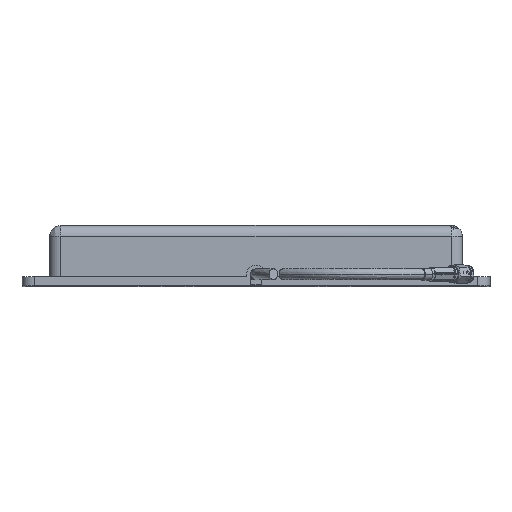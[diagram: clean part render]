
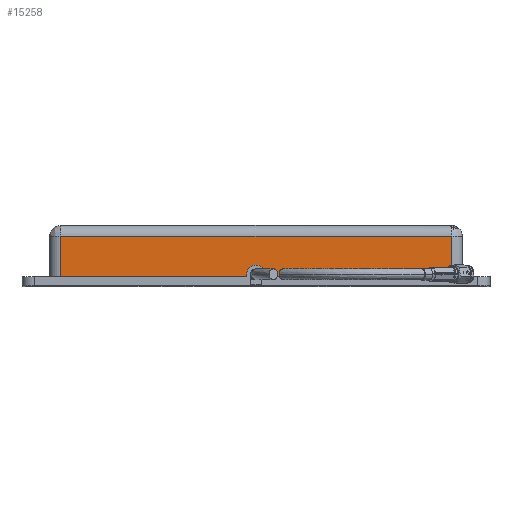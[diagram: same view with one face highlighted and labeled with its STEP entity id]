
A CAD part, top view. The second image highlights one B-rep face of the part: STEP entity #15258.
In plain terms, the highlighted face is planar.
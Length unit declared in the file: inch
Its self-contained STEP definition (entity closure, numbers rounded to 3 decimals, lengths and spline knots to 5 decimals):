
#103 = ORIENTED_EDGE ( 'NONE', *, *, #10908, .F. ) ;
#220 = AXIS2_PLACEMENT_3D ( 'NONE', #11536, #11676, #7293 ) ;
#1361 = EDGE_CURVE ( 'NONE', #27580, #9491, #20390, .T. ) ;
#1699 = VECTOR ( 'NONE', #18965, 39.37008 ) ;
#1746 = CARTESIAN_POINT ( 'NONE',  ( 22.80271, 16.96078, -0.1165 ) ) ;
#1769 = DIRECTION ( 'NONE',  ( 1., 0., 0. ) ) ;
#2030 = LINE ( 'NONE', #24113, #15759 ) ;
#2190 = CARTESIAN_POINT ( 'NONE',  ( 18.89771, 16.96078, -0.04 ) ) ;
#2329 = DIRECTION ( 'NONE',  ( 0., 0., 1. ) ) ;
#2514 = VERTEX_POINT ( 'NONE', #12776 ) ;
#2655 = ORIENTED_EDGE ( 'NONE', *, *, #13096, .T. ) ;
#2879 = VECTOR ( 'NONE', #13442, 39.37008 ) ;
#3119 = EDGE_CURVE ( 'NONE', #15507, #8577, #9482, .T. ) ;
#3410 = LINE ( 'NONE', #5582, #1699 ) ;
#4592 = CARTESIAN_POINT ( 'NONE',  ( 22.80271, 16.96078, -0.08 ) ) ;
#4614 = LINE ( 'NONE', #13470, #6042 ) ;
#5454 = VERTEX_POINT ( 'NONE', #23613 ) ;
#5547 = ORIENTED_EDGE ( 'NONE', *, *, #3119, .T. ) ;
#5582 = CARTESIAN_POINT ( 'NONE',  ( 22.44771, 16.96078, -0.1165 ) ) ;
#6042 = VECTOR ( 'NONE', #22334, 39.37008 ) ;
#6455 = LINE ( 'NONE', #4592, #2879 ) ;
#7136 = PLANE ( 'NONE',  #7666 ) ;
#7197 = EDGE_CURVE ( 'NONE', #9982, #26101, #21930, .T. ) ;
#7293 = DIRECTION ( 'NONE',  ( 0., 0., 1. ) ) ;
#7666 = AXIS2_PLACEMENT_3D ( 'NONE', #1746, #17001, #14662 ) ;
#8404 = EDGE_CURVE ( 'NONE', #27580, #8577, #4614, .T. ) ;
#8577 = VERTEX_POINT ( 'NONE', #22579 ) ;
#9198 = FACE_OUTER_BOUND ( 'NONE', #19503, .T. ) ;
#9364 = VERTEX_POINT ( 'NONE', #13639 ) ;
#9482 = CIRCLE ( 'NONE', #220, 0.17 ) ;
#9491 = VERTEX_POINT ( 'NONE', #15504 ) ;
#9982 = VERTEX_POINT ( 'NONE', #26030 ) ;
#10417 = EDGE_CURVE ( 'NONE', #5454, #9491, #3410, .T. ) ;
#10434 = LINE ( 'NONE', #21317, #18468 ) ;
#10460 = ORIENTED_EDGE ( 'NONE', *, *, #10417, .F. ) ;
#10763 = DIRECTION ( 'NONE',  ( 0., 0., -1. ) ) ;
#10908 = EDGE_CURVE ( 'NONE', #9982, #5454, #2030, .T. ) ;
#11536 = CARTESIAN_POINT ( 'NONE',  ( 18.89771, 16.96078, -0.04 ) ) ;
#11676 = DIRECTION ( 'NONE',  ( 0., 1., 0. ) ) ;
#11961 = CARTESIAN_POINT ( 'NONE',  ( 15.34771, 16.96078, -0.08 ) ) ;
#12776 = CARTESIAN_POINT ( 'NONE',  ( 18.72771, 16.96078, -0.08 ) ) ;
#12871 = ORIENTED_EDGE ( 'NONE', *, *, #1361, .T. ) ;
#13096 = EDGE_CURVE ( 'NONE', #9364, #15507, #28559, .T. ) ;
#13442 = DIRECTION ( 'NONE',  ( 1., 0., 0. ) ) ;
#13470 = CARTESIAN_POINT ( 'NONE',  ( 19.06771, 16.96078, -0.038 ) ) ;
#13639 = CARTESIAN_POINT ( 'NONE',  ( 18.72771, 16.96078, -0.04 ) ) ;
#14499 = CARTESIAN_POINT ( 'NONE',  ( 18.89771, 16.96078, 0.13 ) ) ;
#14662 = DIRECTION ( 'NONE',  ( 0., 0., -1. ) ) ;
#14961 = CARTESIAN_POINT ( 'NONE',  ( 15.34771, 16.96078, -0.1165 ) ) ;
#15247 = CARTESIAN_POINT ( 'NONE',  ( 19.06771, 16.96078, -0.08 ) ) ;
#15258 = ADVANCED_FACE ( 'NONE', ( #9198 ), #7136, .T. ) ;
#15504 = CARTESIAN_POINT ( 'NONE',  ( 22.44771, 16.96078, -0.08 ) ) ;
#15507 = VERTEX_POINT ( 'NONE', #14499 ) ;
#15690 = VECTOR ( 'NONE', #10763, 39.37008 ) ;
#15759 = VECTOR ( 'NONE', #1769, 39.37008 ) ;
#17001 = DIRECTION ( 'NONE',  ( 0., -1., 0. ) ) ;
#17310 = VECTOR ( 'NONE', #24159, 39.37008 ) ;
#17612 = DIRECTION ( 'NONE',  ( 0., 1., 0. ) ) ;
#18468 = VECTOR ( 'NONE', #23925, 39.37008 ) ;
#18649 = ORIENTED_EDGE ( 'NONE', *, *, #8404, .F. ) ;
#18965 = DIRECTION ( 'NONE',  ( 0., 0., -1. ) ) ;
#19503 = EDGE_LOOP ( 'NONE', ( #27582, #20302, #28471, #2655, #5547, #18649, #12871, #10460, #103 ) ) ;
#20302 = ORIENTED_EDGE ( 'NONE', *, *, #25721, .T. ) ;
#20390 = LINE ( 'NONE', #21969, #17310 ) ;
#21317 = CARTESIAN_POINT ( 'NONE',  ( 18.72771, 16.96078, -0.082 ) ) ;
#21930 = LINE ( 'NONE', #14961, #15690 ) ;
#21969 = CARTESIAN_POINT ( 'NONE',  ( 22.80271, 16.96078, -0.08 ) ) ;
#22334 = DIRECTION ( 'NONE',  ( 0., 0., 1. ) ) ;
#22579 = CARTESIAN_POINT ( 'NONE',  ( 19.06771, 16.96078, -0.04 ) ) ;
#23396 = EDGE_CURVE ( 'NONE', #9364, #2514, #10434, .T. ) ;
#23492 = AXIS2_PLACEMENT_3D ( 'NONE', #2190, #17612, #2329 ) ;
#23613 = CARTESIAN_POINT ( 'NONE',  ( 22.44771, 16.96078, 0.65 ) ) ;
#23925 = DIRECTION ( 'NONE',  ( 0., 0., -1. ) ) ;
#24113 = CARTESIAN_POINT ( 'NONE',  ( 22.80271, 16.96078, 0.65 ) ) ;
#24159 = DIRECTION ( 'NONE',  ( 1., 0., 0. ) ) ;
#25721 = EDGE_CURVE ( 'NONE', #26101, #2514, #6455, .T. ) ;
#26030 = CARTESIAN_POINT ( 'NONE',  ( 15.34771, 16.96078, 0.65 ) ) ;
#26101 = VERTEX_POINT ( 'NONE', #11961 ) ;
#27580 = VERTEX_POINT ( 'NONE', #15247 ) ;
#27582 = ORIENTED_EDGE ( 'NONE', *, *, #7197, .T. ) ;
#28471 = ORIENTED_EDGE ( 'NONE', *, *, #23396, .F. ) ;
#28559 = CIRCLE ( 'NONE', #23492, 0.17 ) ;
